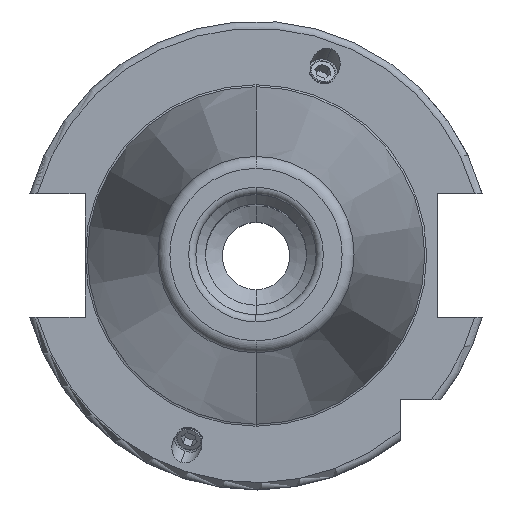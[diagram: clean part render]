
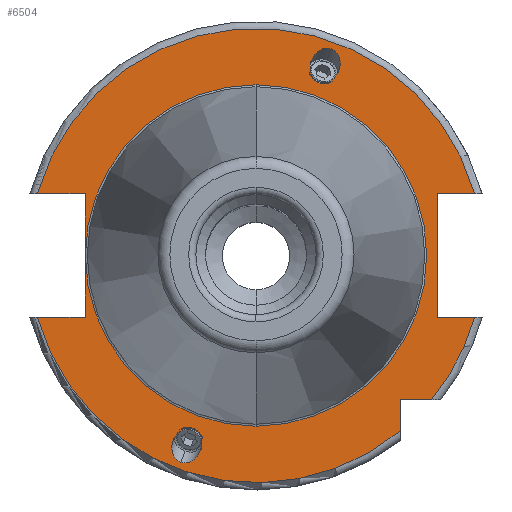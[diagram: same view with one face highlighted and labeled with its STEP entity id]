
A CAD part, top view. The second image highlights one B-rep face of the part: STEP entity #6504.
In plain terms, the highlighted planar face has unit normal (0, 0, 1).
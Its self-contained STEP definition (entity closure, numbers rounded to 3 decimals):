
#814=CARTESIAN_POINT('',(0,0,15.9));
#815=DIRECTION('',(0,0,1));
#816=DIRECTION('',(0.962,0.272,0));
#817=AXIS2_PLACEMENT_3D('',#814,#815,#816);
#865=CARTESIAN_POINT('',(0,0,15.9));
#866=DIRECTION('',(0,0,1));
#867=DIRECTION('',(-0.962,-0.272,0));
#868=AXIS2_PLACEMENT_3D('',#865,#866,#867);
#884=DIRECTION('',(1,0,0));
#885=VECTOR('',#884,9.969);
#886=CARTESIAN_POINT('',(-45.469,-12.85,15.9));
#887=LINE('',#886,#885);
#888=DIRECTION('',(0.,1,0));
#889=VECTOR('',#888,12.85);
#890=CARTESIAN_POINT('',(-35.5,-12.85,15.9));
#891=LINE('',#890,#889);
#892=DIRECTION('',(0.,1,0));
#893=VECTOR('',#892,12.85);
#894=CARTESIAN_POINT('',(-35.5,0,15.9));
#895=LINE('',#894,#893);
#896=DIRECTION('',(1,0,0));
#897=VECTOR('',#896,9.969);
#898=CARTESIAN_POINT('',(-45.469,12.85,15.9));
#899=LINE('',#898,#897);
#900=DIRECTION('',(-1,0,0));
#901=VECTOR('',#900,7.769);
#902=CARTESIAN_POINT('',(45.469,12.85,15.9));
#903=LINE('',#902,#901);
#904=DIRECTION('',(0,-1,0));
#905=VECTOR('',#904,25.7);
#906=CARTESIAN_POINT('',(37.7,12.85,15.9));
#907=LINE('',#906,#905);
#908=DIRECTION('',(-1,0,0));
#909=VECTOR('',#908,7.769);
#910=CARTESIAN_POINT('',(45.469,-12.85,15.9));
#911=LINE('',#910,#909);
#912=CARTESIAN_POINT('',(0,0,15.9));
#913=DIRECTION('',(0,0,1));
#914=DIRECTION('',(0.773,-0.635,0));
#915=AXIS2_PLACEMENT_3D('',#912,#913,#914);
#917=DIRECTION('',(-1,0,0));
#918=VECTOR('',#917,6.504);
#919=CARTESIAN_POINT('',(36.504,-30,15.9));
#920=LINE('',#919,#918);
#921=DIRECTION('',(0,1,0));
#922=VECTOR('',#921,6.504);
#923=CARTESIAN_POINT('',(30,-36.504,15.9));
#924=LINE('',#923,#922);
#925=CARTESIAN_POINT('',(15.638,42.966,15.9));
#926=CARTESIAN_POINT('',(15.301,43.089,15.9));
#927=CARTESIAN_POINT('',(14.517,43.205,15.9));
#928=CARTESIAN_POINT('',(13.205,42.774,15.9));
#929=CARTESIAN_POINT('',(12.281,41.938,15.9));
#930=CARTESIAN_POINT('',(11.759,41.131,15.9));
#931=CARTESIAN_POINT('',(11.484,40.516,15.9));
#932=CARTESIAN_POINT('',(11.299,39.867,15.9));
#933=CARTESIAN_POINT('',(11.18,38.913,15.9));
#934=CARTESIAN_POINT('',(11.35,37.679,15.9));
#935=CARTESIAN_POINT('',(12.078,36.506,15.9));
#936=CARTESIAN_POINT('',(12.754,36.091,15.9));
#937=CARTESIAN_POINT('',(13.091,35.968,15.9));
#939=CARTESIAN_POINT('',(13.091,35.968,15.9));
#940=CARTESIAN_POINT('',(13.429,35.845,15.9));
#941=CARTESIAN_POINT('',(14.213,35.729,15.9));
#942=CARTESIAN_POINT('',(15.525,36.16,15.9));
#943=CARTESIAN_POINT('',(16.448,36.996,15.9));
#944=CARTESIAN_POINT('',(16.971,37.803,15.9));
#945=CARTESIAN_POINT('',(17.246,38.418,15.9));
#946=CARTESIAN_POINT('',(17.431,39.067,15.9));
#947=CARTESIAN_POINT('',(17.549,40.021,15.9));
#948=CARTESIAN_POINT('',(17.379,41.255,15.9));
#949=CARTESIAN_POINT('',(16.651,42.428,15.9));
#950=CARTESIAN_POINT('',(15.976,42.843,15.9));
#951=CARTESIAN_POINT('',(15.638,42.966,15.9));
#953=CARTESIAN_POINT('',(-15.638,-42.966,15.9));
#954=CARTESIAN_POINT('',(-15.976,-42.843,15.9));
#955=CARTESIAN_POINT('',(-16.651,-42.428,15.9));
#956=CARTESIAN_POINT('',(-17.379,-41.255,15.9));
#957=CARTESIAN_POINT('',(-17.549,-40.021,15.9));
#958=CARTESIAN_POINT('',(-17.431,-39.067,15.9));
#959=CARTESIAN_POINT('',(-17.246,-38.418,15.9));
#960=CARTESIAN_POINT('',(-16.971,-37.803,15.9));
#961=CARTESIAN_POINT('',(-16.448,-36.996,15.9));
#962=CARTESIAN_POINT('',(-15.525,-36.16,15.9));
#963=CARTESIAN_POINT('',(-14.213,-35.729,15.9));
#964=CARTESIAN_POINT('',(-13.429,-35.845,15.9));
#965=CARTESIAN_POINT('',(-13.091,-35.968,15.9));
#967=CARTESIAN_POINT('',(-13.091,-35.968,15.9));
#968=CARTESIAN_POINT('',(-12.754,-36.091,15.9));
#969=CARTESIAN_POINT('',(-12.078,-36.506,15.9));
#970=CARTESIAN_POINT('',(-11.35,-37.679,15.9));
#971=CARTESIAN_POINT('',(-11.18,-38.913,15.9));
#972=CARTESIAN_POINT('',(-11.299,-39.867,15.9));
#973=CARTESIAN_POINT('',(-11.484,-40.516,15.9));
#974=CARTESIAN_POINT('',(-11.759,-41.131,15.9));
#975=CARTESIAN_POINT('',(-12.281,-41.938,15.9));
#976=CARTESIAN_POINT('',(-13.205,-42.774,15.9));
#977=CARTESIAN_POINT('',(-14.517,-43.205,15.9));
#978=CARTESIAN_POINT('',(-15.301,-43.089,15.9));
#979=CARTESIAN_POINT('',(-15.638,-42.966,15.9));
#981=CARTESIAN_POINT('',(0,0,15.9));
#982=DIRECTION('',(0,0,1));
#983=DIRECTION('',(0,1,0));
#984=AXIS2_PLACEMENT_3D('',#981,#982,#983);
#996=CARTESIAN_POINT('',(0,0,15.9));
#997=DIRECTION('',(0,0,1));
#998=DIRECTION('',(-1,0,0));
#999=AXIS2_PLACEMENT_3D('',#996,#997,#998);
#1001=CARTESIAN_POINT('',(0,0,15.9));
#1002=DIRECTION('',(0,0,-1));
#1003=DIRECTION('',(0,1,0));
#1004=AXIS2_PLACEMENT_3D('',#1001,#1002,#1003);
#4923=CARTESIAN_POINT('',(0,35.5,15.9));
#4925=VERTEX_POINT('',#4923);
#4945=CARTESIAN_POINT('',(0,-35.5,15.9));
#4947=VERTEX_POINT('',#4945);
#5093=CARTESIAN_POINT('',(-45.469,-12.85,15.9));
#5094=CARTESIAN_POINT('',(-35.5,-12.85,15.9));
#5095=VERTEX_POINT('',#5093);
#5096=VERTEX_POINT('',#5094);
#5097=CARTESIAN_POINT('',(-35.5,0,15.9));
#5098=VERTEX_POINT('',#5097);
#5099=CARTESIAN_POINT('',(-35.5,12.85,15.9));
#5100=VERTEX_POINT('',#5099);
#5101=CARTESIAN_POINT('',(-45.469,12.85,15.9));
#5102=VERTEX_POINT('',#5101);
#5103=CARTESIAN_POINT('',(37.7,12.85,15.9));
#5104=CARTESIAN_POINT('',(37.7,-12.85,15.9));
#5105=VERTEX_POINT('',#5103);
#5106=VERTEX_POINT('',#5104);
#5107=CARTESIAN_POINT('',(45.469,-12.85,15.9));
#5108=VERTEX_POINT('',#5107);
#5109=CARTESIAN_POINT('',(45.469,12.85,15.9));
#5110=VERTEX_POINT('',#5109);
#5111=CARTESIAN_POINT('',(30,-36.504,15.9));
#5112=CARTESIAN_POINT('',(30,-30,15.9));
#5113=VERTEX_POINT('',#5111);
#5114=VERTEX_POINT('',#5112);
#5115=CARTESIAN_POINT('',(36.504,-30,15.9));
#5116=VERTEX_POINT('',#5115);
#5209=VERTEX_POINT('',#925);
#5210=VERTEX_POINT('',#937);
#5265=CARTESIAN_POINT('',(-15.638,-42.966,15.9));
#5267=VERTEX_POINT('',#5265);
#5272=CARTESIAN_POINT('',(-13.091,-35.968,15.9));
#5273=VERTEX_POINT('',#5272);
#6465=CARTESIAN_POINT('',(0,0,15.9));
#6466=DIRECTION('',(0,0,-1));
#6467=DIRECTION('',(0,-1,0));
#6468=AXIS2_PLACEMENT_3D('',#6465,#6466,#6467);
#6469=PLANE('',#6468);
#6470=ORIENTED_EDGE('',*,*,#5776,.T.);
#6471=ORIENTED_EDGE('',*,*,#5813,.T.);
#6473=ORIENTED_EDGE('',*,*,#6472,.T.);
#6475=ORIENTED_EDGE('',*,*,#6474,.F.);
#6477=ORIENTED_EDGE('',*,*,#6476,.T.);
#6478=ORIENTED_EDGE('',*,*,#5811,.T.);
#6479=ORIENTED_EDGE('',*,*,#5847,.F.);
#6480=ORIENTED_EDGE('',*,*,#6443,.F.);
#6482=ORIENTED_EDGE('',*,*,#6481,.T.);
#6484=ORIENTED_EDGE('',*,*,#6483,.T.);
#6485=ORIENTED_EDGE('',*,*,#5923,.F.);
#6486=ORIENTED_EDGE('',*,*,#6433,.F.);
#6487=ORIENTED_EDGE('',*,*,#5980,.T.);
#6488=ORIENTED_EDGE('',*,*,#6031,.F.);
#6489=ORIENTED_EDGE('',*,*,#6459,.F.);
#6490=EDGE_LOOP('',(#6470,#6471,#6473,#6475,#6477,#6478,#6479,#6480,#6482,#6484,
#6485,#6486,#6487,#6488,#6489));
#6491=FACE_OUTER_BOUND('',#6490,.F.);
#6493=ORIENTED_EDGE('',*,*,#6492,.T.);
#6495=ORIENTED_EDGE('',*,*,#6494,.T.);
#6496=EDGE_LOOP('',(#6493,#6495));
#6497=FACE_BOUND('',#6496,.F.);
#6499=ORIENTED_EDGE('',*,*,#6498,.F.);
#6501=ORIENTED_EDGE('',*,*,#6500,.F.);
#6502=EDGE_LOOP('',(#6499,#6501));
#6503=FACE_BOUND('',#6502,.F.);
#6504=ADVANCED_FACE('',(#6491,#6497,#6503),#6469,.F.);
#818=CIRCLE('',#817,47.25);
#869=CIRCLE('',#868,47.25);
#916=CIRCLE('',#915,47.25);
#938=B_SPLINE_CURVE_WITH_KNOTS('',3,(#925,#926,#927,#928,#929,#930,#931,#932,
#933,#934,#935,#936,#937),.UNSPECIFIED.,.F.,.F.,(4,1,1,1,1,1,1,1,1,1,4),(0,
0.125,0.25,0.375,0.438,0.5,0.563,0.625,0.75,0.875,1),
.UNSPECIFIED.);
#952=B_SPLINE_CURVE_WITH_KNOTS('',3,(#939,#940,#941,#942,#943,#944,#945,#946,
#947,#948,#949,#950,#951),.UNSPECIFIED.,.F.,.F.,(4,1,1,1,1,1,1,1,1,1,4),(0,
0.125,0.25,0.375,0.438,0.5,0.563,0.625,0.75,0.875,1),
.UNSPECIFIED.);
#966=B_SPLINE_CURVE_WITH_KNOTS('',3,(#953,#954,#955,#956,#957,#958,#959,#960,
#961,#962,#963,#964,#965),.UNSPECIFIED.,.F.,.F.,(4,1,1,1,1,1,1,1,1,1,4),(0,
0.125,0.25,0.375,0.438,0.5,0.563,0.625,0.75,0.875,1),
.UNSPECIFIED.);
#980=B_SPLINE_CURVE_WITH_KNOTS('',3,(#967,#968,#969,#970,#971,#972,#973,#974,
#975,#976,#977,#978,#979),.UNSPECIFIED.,.F.,.F.,(4,1,1,1,1,1,1,1,1,1,4),(0,
0.125,0.25,0.375,0.438,0.5,0.563,0.625,0.75,0.875,1),
.UNSPECIFIED.);
#985=CIRCLE('',#984,35.5);
#1000=CIRCLE('',#999,35.5);
#1005=CIRCLE('',#1004,35.5);
#5776=EDGE_CURVE('',#5095,#5096,#887,.T.);
#5811=EDGE_CURVE('',#5098,#5100,#895,.T.);
#5813=EDGE_CURVE('',#5096,#5098,#891,.T.);
#5847=EDGE_CURVE('',#5102,#5100,#899,.T.);
#5923=EDGE_CURVE('',#5108,#5106,#911,.T.);
#5980=EDGE_CURVE('',#5116,#5114,#920,.T.);
#6031=EDGE_CURVE('',#5113,#5114,#924,.T.);
#6433=EDGE_CURVE('',#5116,#5108,#916,.T.);
#6443=EDGE_CURVE('',#5110,#5102,#818,.T.);
#6459=EDGE_CURVE('',#5095,#5113,#869,.T.);
#6472=EDGE_CURVE('',#5098,#4947,#1000,.T.);
#6474=EDGE_CURVE('',#4925,#4947,#1005,.T.);
#6476=EDGE_CURVE('',#4925,#5098,#985,.T.);
#6481=EDGE_CURVE('',#5110,#5105,#903,.T.);
#6483=EDGE_CURVE('',#5105,#5106,#907,.T.);
#6492=EDGE_CURVE('',#5209,#5210,#938,.T.);
#6494=EDGE_CURVE('',#5210,#5209,#952,.T.);
#6498=EDGE_CURVE('',#5267,#5273,#966,.T.);
#6500=EDGE_CURVE('',#5273,#5267,#980,.T.);
